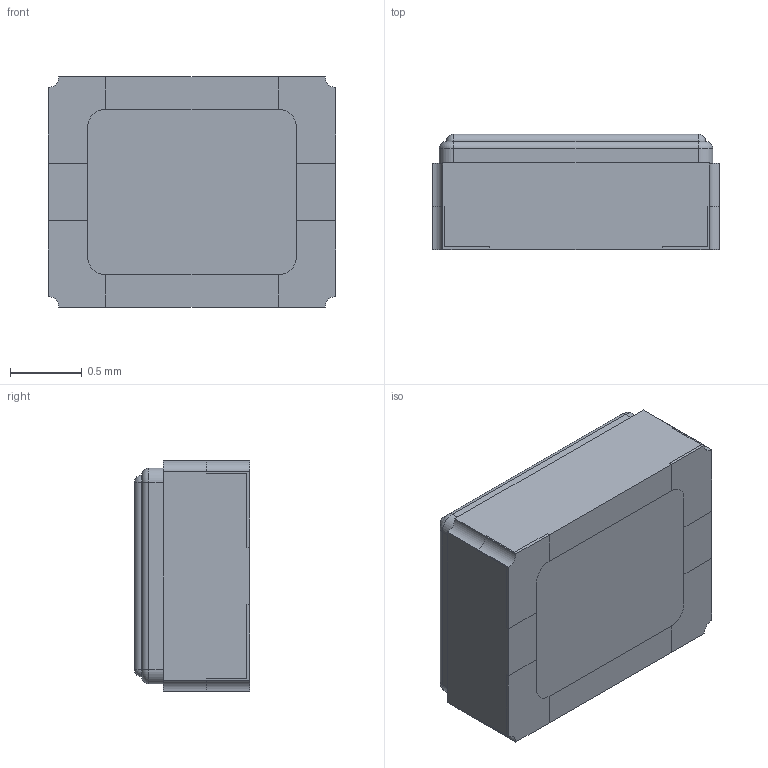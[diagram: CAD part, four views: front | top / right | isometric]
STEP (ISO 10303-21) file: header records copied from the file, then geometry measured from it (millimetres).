
FILE_DESCRIPTION (( 'STEP AP214' ), '1' );
FILE_NAME ('ECS-TXO-20CSMV4-192-AN-TR.STEP', '2024-07-06T13:54:19', ( 'LENOVO' ), ( '' ), 'SwSTEP 2.0', 'SolidWorks 2021', '' );
FILE_SCHEMA (( 'AUTOMOTIVE_DESIGN' ));
Length unit declared in the file: millimetre
Products named in the file (1): ECS-TXO-20CSMV4-192-AN-TR
Bounding box: 2 x 0.8 x 1.6 mm (x, y, z)
Volume: 2.5 mm3; surface area: 30.6 mm2
Topology: 9 solids, 9 shells, 131 faces, 324 edges, 208 vertices
Faces by surface type: plane 79, cylinder 44, torus 4, sphere 4
Entity records: 3948 total; most frequent: DIRECTION 680, CARTESIAN_POINT 660, ORIENTED_EDGE 640, EDGE_CURVE 320, AXIS2_PLACEMENT_3D 228, VECTOR 224, LINE 224, VERTEX_POINT 208
